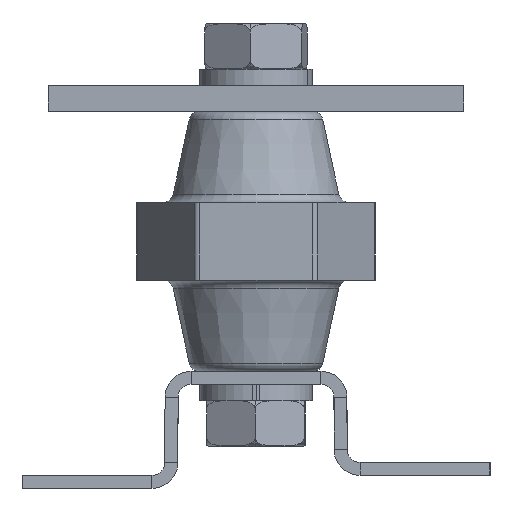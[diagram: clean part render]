
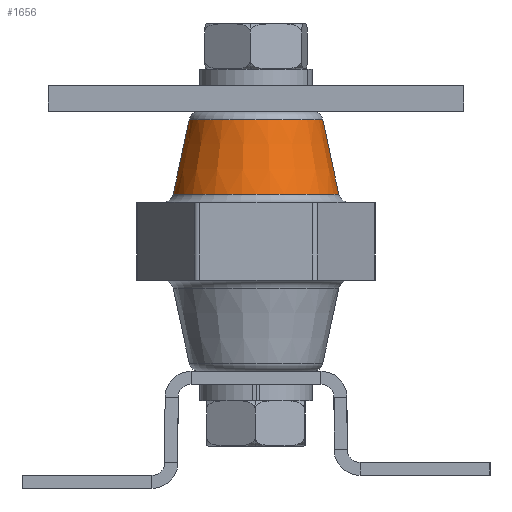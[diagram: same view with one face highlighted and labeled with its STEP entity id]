
A CAD part, left-side view. The second image highlights one B-rep face of the part: STEP entity #1656.
In plain terms, the highlighted conical face has half-angle 12.126 degrees and reference radius 20.65 mm.
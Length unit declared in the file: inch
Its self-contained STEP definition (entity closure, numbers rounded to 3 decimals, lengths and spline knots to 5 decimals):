
#107 = VERTEX_POINT ( 'NONE', #1892 ) ;
#149 = DIRECTION ( 'NONE',  ( -0.21, 0., -0.978 ) ) ;
#246 = VERTEX_POINT ( 'NONE', #4331 ) ;
#492 = VECTOR ( 'NONE', #149, 39.37008 ) ;
#548 = CARTESIAN_POINT ( 'NONE',  ( 0., 0., 2.42101 ) ) ;
#740 = DIRECTION ( 'NONE',  ( -1., 0., 0. ) ) ;
#765 = DIRECTION ( 'NONE',  ( 0., 0., -1. ) ) ;
#828 = FACE_OUTER_BOUND ( 'NONE', #2951, .T. ) ;
#1334 = ORIENTED_EDGE ( 'NONE', *, *, #2676, .T. ) ;
#1335 = DIRECTION ( 'NONE',  ( -1., 0., 0. ) ) ;
#1422 = CARTESIAN_POINT ( 'NONE',  ( 0., 0., 1.70399 ) ) ;
#1565 = CARTESIAN_POINT ( 'NONE',  ( -0.813, 0., 1.625 ) ) ;
#1656 = ADVANCED_FACE ( 'NONE', ( #828 ), #3198, .T. ) ;
#1892 = CARTESIAN_POINT ( 'NONE',  ( -0.79603, 0., 1.70399 ) ) ;
#2020 = AXIS2_PLACEMENT_3D ( 'NONE', #3985, #765, #740 ) ;
#2149 = AXIS2_PLACEMENT_3D ( 'NONE', #1422, #4098, #1335 ) ;
#2641 = VERTEX_POINT ( 'NONE', #3818 ) ;
#2676 = EDGE_CURVE ( 'NONE', #5284, #107, #2850, .T. ) ;
#2694 = LINE ( 'NONE', #4115, #4730 ) ;
#2768 = ORIENTED_EDGE ( 'NONE', *, *, #3019, .F. ) ;
#2850 = LINE ( 'NONE', #1565, #492 ) ;
#2856 = DIRECTION ( 'NONE',  ( 0., 0., -1. ) ) ;
#2909 = CARTESIAN_POINT ( 'NONE',  ( -0.64197, 0., 2.42101 ) ) ;
#2951 = EDGE_LOOP ( 'NONE', ( #2768, #4338, #1334, #4811 ) ) ;
#3019 = EDGE_CURVE ( 'NONE', #246, #2641, #2694, .T. ) ;
#3198 = CONICAL_SURFACE ( 'NONE', #2020, 0.813, 0.212 ) ;
#3645 = EDGE_CURVE ( 'NONE', #107, #2641, #4697, .T. ) ;
#3818 = CARTESIAN_POINT ( 'NONE',  ( 0.79603, 0., 1.70399 ) ) ;
#3985 = CARTESIAN_POINT ( 'NONE',  ( 0., 0., 1.625 ) ) ;
#4098 = DIRECTION ( 'NONE',  ( 0., 0., 1. ) ) ;
#4115 = CARTESIAN_POINT ( 'NONE',  ( 0.813, 0., 1.625 ) ) ;
#4331 = CARTESIAN_POINT ( 'NONE',  ( 0.64197, 0., 2.42101 ) ) ;
#4338 = ORIENTED_EDGE ( 'NONE', *, *, #5045, .T. ) ;
#4584 = DIRECTION ( 'NONE',  ( 1., 0., 0. ) ) ;
#4697 = CIRCLE ( 'NONE', #2149, 0.79603 ) ;
#4730 = VECTOR ( 'NONE', #5412, 39.37008 ) ;
#4811 = ORIENTED_EDGE ( 'NONE', *, *, #3645, .T. ) ;
#5045 = EDGE_CURVE ( 'NONE', #246, #5284, #5521, .T. ) ;
#5237 = AXIS2_PLACEMENT_3D ( 'NONE', #548, #2856, #4584 ) ;
#5284 = VERTEX_POINT ( 'NONE', #2909 ) ;
#5412 = DIRECTION ( 'NONE',  ( 0.21, 0., -0.978 ) ) ;
#5521 = CIRCLE ( 'NONE', #5237, 0.64197 ) ;
